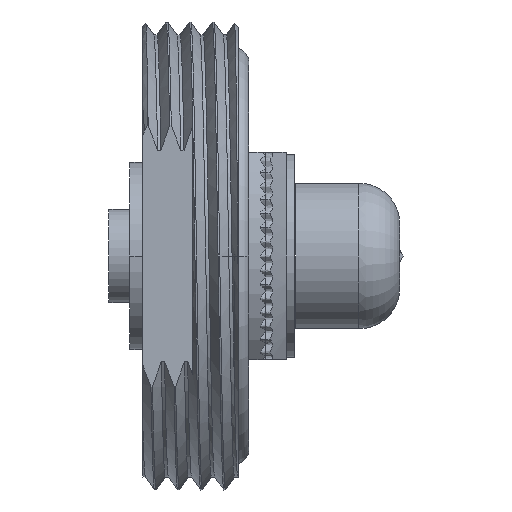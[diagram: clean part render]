
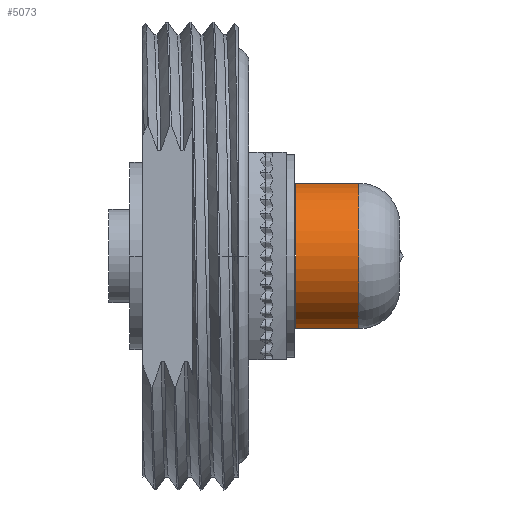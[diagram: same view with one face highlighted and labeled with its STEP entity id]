
A CAD part, left-side view. The second image highlights one B-rep face of the part: STEP entity #5073.
In plain terms, the highlighted cylindrical face has radius 4.45 mm (diameter 8.9 mm), a partial arc.
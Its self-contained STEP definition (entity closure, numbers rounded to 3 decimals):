
#66 = CIRCLE ( 'NONE', #9867, 4.45 ) ;
#843 = CYLINDRICAL_SURFACE ( 'NONE', #18753, 4.45 ) ;
#1553 = DIRECTION ( 'NONE',  ( 0., 1., 0. ) ) ;
#1681 = VERTEX_POINT ( 'NONE', #7853 ) ;
#2656 = DIRECTION ( 'NONE',  ( 0.104, 0., -0.995 ) ) ;
#4574 = CARTESIAN_POINT ( 'NONE',  ( -1.892, -13.21, -4.45 ) ) ;
#4961 = DIRECTION ( 'NONE',  ( 0., 1., 0. ) ) ;
#5073 = ADVANCED_FACE ( 'NONE', ( #19015 ), #843, .T. ) ;
#5288 = DIRECTION ( 'NONE',  ( 0., 1., 0. ) ) ;
#6166 = CIRCLE ( 'NONE', #26459, 4.45 ) ;
#6950 = EDGE_CURVE ( 'NONE', #25096, #20515, #13816, .T. ) ;
#7853 = CARTESIAN_POINT ( 'NONE',  ( -1.89, -13.21, 4.45 ) ) ;
#8117 = DIRECTION ( 'NONE',  ( 0., 1., 0. ) ) ;
#9438 = CARTESIAN_POINT ( 'NONE',  ( -1.89, -13.306, 0. ) ) ;
#9849 = VERTEX_POINT ( 'NONE', #12868 ) ;
#9867 = AXIS2_PLACEMENT_3D ( 'NONE', #27983, #5288, #14463 ) ;
#10317 = VECTOR ( 'NONE', #8117, 1000. ) ;
#11503 = CARTESIAN_POINT ( 'NONE',  ( -1.89, -9.36, -4.45 ) ) ;
#12264 = CARTESIAN_POINT ( 'NONE',  ( -1.89, -9.36, 4.45 ) ) ;
#12524 = VERTEX_POINT ( 'NONE', #4574 ) ;
#12868 = CARTESIAN_POINT ( 'NONE',  ( -1.89, -13.21, -4.45 ) ) ;
#13816 = CIRCLE ( 'NONE', #28512, 4.45 ) ;
#14055 = DIRECTION ( 'NONE',  ( 0., 1., 0. ) ) ;
#14463 = DIRECTION ( 'NONE',  ( 0., 0., -1. ) ) ;
#14907 = EDGE_LOOP ( 'NONE', ( #24169, #22276, #21826, #16666, #28815 ) ) ;
#15043 = DIRECTION ( 'NONE',  ( 0., 0., -1. ) ) ;
#15140 = CARTESIAN_POINT ( 'NONE',  ( -1.89, -9.36, 0. ) ) ;
#16666 = ORIENTED_EDGE ( 'NONE', *, *, #17253, .T. ) ;
#17253 = EDGE_CURVE ( 'NONE', #9849, #12524, #6166, .T. ) ;
#18753 = AXIS2_PLACEMENT_3D ( 'NONE', #9438, #14055, #2656 ) ;
#19015 = FACE_OUTER_BOUND ( 'NONE', #14907, .T. ) ;
#19137 = EDGE_CURVE ( 'NONE', #1681, #20515, #21290, .T. ) ;
#19491 = DIRECTION ( 'NONE',  ( 0., 1., 0. ) ) ;
#20515 = VERTEX_POINT ( 'NONE', #12264 ) ;
#20661 = CARTESIAN_POINT ( 'NONE',  ( -1.89, -13.21, -4.45 ) ) ;
#21290 = LINE ( 'NONE', #28747, #10317 ) ;
#21826 = ORIENTED_EDGE ( 'NONE', *, *, #28004, .F. ) ;
#22043 = CARTESIAN_POINT ( 'NONE',  ( -1.89, -13.21, 0. ) ) ;
#22272 = VECTOR ( 'NONE', #4961, 1000. ) ;
#22276 = ORIENTED_EDGE ( 'NONE', *, *, #6950, .F. ) ;
#24013 = DIRECTION ( 'NONE',  ( 0., 0., -1. ) ) ;
#24169 = ORIENTED_EDGE ( 'NONE', *, *, #19137, .T. ) ;
#25096 = VERTEX_POINT ( 'NONE', #11503 ) ;
#26459 = AXIS2_PLACEMENT_3D ( 'NONE', #22043, #1553, #24013 ) ;
#27919 = LINE ( 'NONE', #20661, #22272 ) ;
#27983 = CARTESIAN_POINT ( 'NONE',  ( -1.89, -13.21, 0. ) ) ;
#28004 = EDGE_CURVE ( 'NONE', #9849, #25096, #27919, .T. ) ;
#28504 = EDGE_CURVE ( 'NONE', #12524, #1681, #66, .T. ) ;
#28512 = AXIS2_PLACEMENT_3D ( 'NONE', #15140, #19491, #15043 ) ;
#28747 = CARTESIAN_POINT ( 'NONE',  ( -1.89, -13.21, 4.45 ) ) ;
#28815 = ORIENTED_EDGE ( 'NONE', *, *, #28504, .T. ) ;
